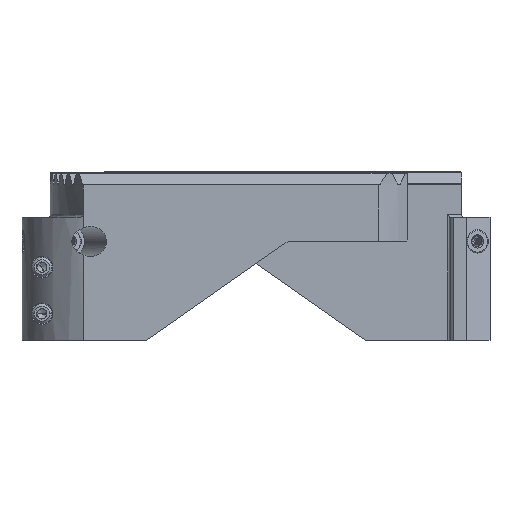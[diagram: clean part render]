
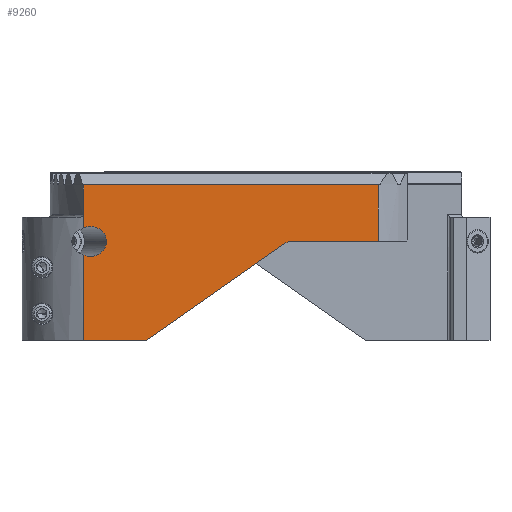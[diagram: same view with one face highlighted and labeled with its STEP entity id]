
A CAD part, front view. The second image highlights one B-rep face of the part: STEP entity #9260.
In plain terms, the highlighted planar face has unit normal (0, -1, 0).
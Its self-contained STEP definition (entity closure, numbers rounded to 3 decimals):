
#3710=EDGE_CURVE('NONE',#9654,#6722,#10197,.T.);
#3860=EDGE_CURVE('NONE',#4708,#7084,#10355,.T.);
#3896=VERTEX_POINT('NONE',#10397);
#4708=VERTEX_POINT('NONE',#11293);
#4834=EDGE_CURVE('NONE',#6680,#8288,#11429,.T.);
#4836=EDGE_CURVE('NONE',#3896,#6680,#11431,.T.);
#5048=VERTEX_POINT('NONE',#11667);
#5654=EDGE_CURVE('NONE',#5048,#6310,#12350,.T.);
#6310=VERTEX_POINT('NONE',#13068);
#6680=VERTEX_POINT('NONE',#13478);
#6722=VERTEX_POINT('NONE',#13525);
#6900=EDGE_CURVE('NONE',#8288,#9654,#13726,.T.);
#7042=EDGE_CURVE('NONE',#4708,#7188,#13876,.T.);
#7084=VERTEX_POINT('NONE',#13924);
#7188=VERTEX_POINT('NONE',#14033);
#7740=EDGE_CURVE('NONE',#6310,#3896,#14640,.T.);
#8066=EDGE_CURVE('NONE',#7188,#6722,#14995,.T.);
#8288=VERTEX_POINT('NONE',#15245);
#9260=ADVANCED_FACE('NONE',(#16319),#16320,.T.);
#9568=EDGE_CURVE('NONE',#7084,#5048,#16655,.T.);
#9654=VERTEX_POINT('NONE',#16748);
#10197=LINE('',#17848,#17849);
#10355=CIRCLE('',#18131,5.0);
#10397=CARTESIAN_POINT('',(-23.584,-12.862,18.841));
#11293=CARTESIAN_POINT('',(36.624,-12.862,1.035));
#11429=(B_SPLINE_CURVE(3,(#20037,#20038,#20039,#20040),.UNSPECIFIED.,.F.,.F.)B_SPLINE_CURVE_WITH_KNOTS((4,4),(1.136,3.142),.UNSPECIFIED.)RATIONAL_B_SPLINE_CURVE((1.0,0.692,0.692,1.0))BOUNDED_CURVE()REPRESENTATION_ITEM('')GEOMETRIC_REPRESENTATION_ITEM()CURVE());
#11431=LINE('',#20049,#20050);
#11667=CARTESIAN_POINT('',(65.051,-12.862,1.939));
#12350=LINE('',#21708,#21709);
#13068=CARTESIAN_POINT('',(65.051,-12.862,18.841));
#13478=CARTESIAN_POINT('',(-23.584,-12.862,5.92));
#13525=CARTESIAN_POINT('',(-23.584,-12.862,-27.911));
#13726=(B_SPLINE_CURVE(3,(#24105,#24106,#24107,#24108),.UNSPECIFIED.,.F.,.F.)B_SPLINE_CURVE_WITH_KNOTS((4,4),(3.142,5.147),.UNSPECIFIED.)RATIONAL_B_SPLINE_CURVE((1.0,0.692,0.692,1.0))BOUNDED_CURVE()REPRESENTATION_ITEM('')GEOMETRIC_REPRESENTATION_ITEM()CURVE());
#13876=LINE('',#24384,#24385);
#13924=CARTESIAN_POINT('',(39.492,-12.862,1.939));
#14033=CARTESIAN_POINT('',(-4.715,-12.862,-27.911));
#14640=LINE('',#25755,#25756);
#14995=LINE('',#26363,#26364);
#15245=CARTESIAN_POINT('',(-16.686,-12.862,1.839));
#16319=FACE_OUTER_BOUND('',#28814,.T.);
#16320=PLANE('',#28815);
#16655=LINE('',#29390,#29391);
#16748=CARTESIAN_POINT('',(-23.584,-12.862,-2.242));
#17848=CARTESIAN_POINT('',(-23.584,-12.862,22.839));
#17849=VECTOR('',#30086,1000.0);
#18131=AXIS2_PLACEMENT_3D('',#30204,#30205,#30206);
#20037=CARTESIAN_POINT('',(-23.584,-12.862,5.92));
#20038=CARTESIAN_POINT('',(-20.009,-12.862,7.46));
#20039=CARTESIAN_POINT('',(-16.686,-12.862,5.494));
#20040=CARTESIAN_POINT('',(-16.686,-12.862,1.839));
#20049=CARTESIAN_POINT('',(-23.584,-12.862,22.839));
#20050=VECTOR('',#31340,1000.0);
#21708=CARTESIAN_POINT('',(65.051,-12.862,30.036));
#21709=VECTOR('',#32429,1000.0);
#24105=CARTESIAN_POINT('',(-16.686,-12.862,1.839));
#24106=CARTESIAN_POINT('',(-16.686,-12.862,-1.816));
#24107=CARTESIAN_POINT('',(-20.009,-12.862,-3.782));
#24108=CARTESIAN_POINT('',(-23.584,-12.862,-2.242));
#24384=CARTESIAN_POINT('',(71.892,-12.862,25.729));
#24385=VECTOR('',#34148,1000.0);
#25755=CARTESIAN_POINT('',(73.916,-12.862,18.841));
#25756=VECTOR('',#34978,1000.0);
#26363=CARTESIAN_POINT('',(-42.084,-12.862,-27.911));
#26364=VECTOR('',#35358,1000.0);
#28814=EDGE_LOOP('',(#36844,#36845,#36846,#36847,#36848,#36849,#36850,#36851,#36852,#36853));
#28815=AXIS2_PLACEMENT_3D('',#36854,#36855,#36856);
#29390=CARTESIAN_POINT('',(39.492,-12.862,1.939));
#29391=VECTOR('',#37206,1000.0);
#30086=DIRECTION('',(0.,0.0,-1.0));
#30204=CARTESIAN_POINT('',(39.492,-12.862,-3.061));
#30205=DIRECTION('',(-0.0,1.0,0.0));
#30206=DIRECTION('',(1.0,0.0,0.0));
#31340=DIRECTION('',(0.,0.0,-1.0));
#32429=DIRECTION('',(0.0,-0.0,1.0));
#34148=DIRECTION('',(-0.819,0.,-0.574));
#34978=DIRECTION('',(-1.0,0.0,0.0));
#35358=DIRECTION('',(-1.0,0.,0.));
#36844=ORIENTED_EDGE('',*,*,#4836,.T.);
#36845=ORIENTED_EDGE('',*,*,#4834,.T.);
#36846=ORIENTED_EDGE('',*,*,#6900,.T.);
#36847=ORIENTED_EDGE('',*,*,#3710,.T.);
#36848=ORIENTED_EDGE('',*,*,#8066,.F.);
#36849=ORIENTED_EDGE('',*,*,#7042,.F.);
#36850=ORIENTED_EDGE('',*,*,#3860,.T.);
#36851=ORIENTED_EDGE('',*,*,#9568,.T.);
#36852=ORIENTED_EDGE('',*,*,#5654,.T.);
#36853=ORIENTED_EDGE('',*,*,#7740,.T.);
#36854=CARTESIAN_POINT('',(73.916,-12.862,22.839));
#36855=DIRECTION('',(0.0,-1.0,0.));
#36856=DIRECTION('',(0.0,0.,1.0));
#37206=DIRECTION('',(1.0,0.0,0.));
